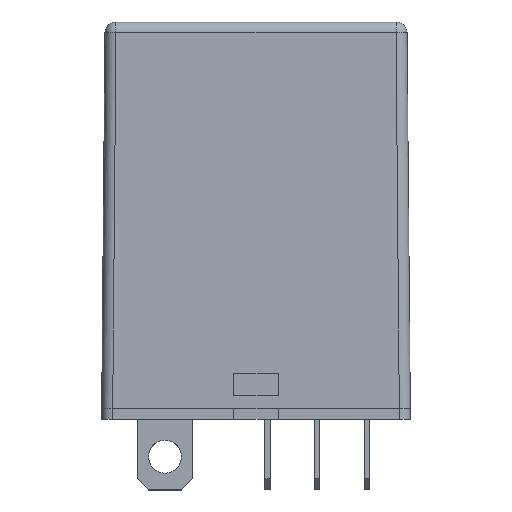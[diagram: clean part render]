
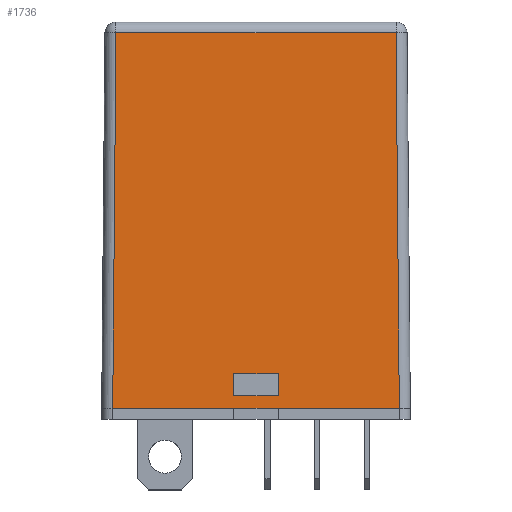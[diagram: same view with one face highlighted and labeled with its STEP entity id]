
A CAD part, top view. The second image highlights one B-rep face of the part: STEP entity #1736.
In plain terms, the highlighted planar face has unit normal (0, 0.009, 1).
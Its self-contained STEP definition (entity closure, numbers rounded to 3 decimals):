
#36 = VERTEX_POINT ( 'NONE', #5980 ) ;
#68 = CARTESIAN_POINT ( 'NONE',  ( -12.991, 1., 10.741 ) ) ;
#137 = DIRECTION ( 'NONE',  ( 1., 0., 0. ) ) ;
#414 = VECTOR ( 'NONE', #6084, 1000. ) ;
#483 = EDGE_LOOP ( 'NONE', ( #4287, #1764, #5661, #3874 ) ) ;
#537 = VERTEX_POINT ( 'NONE', #771 ) ;
#639 = LINE ( 'NONE', #4943, #1909 ) ;
#650 = VERTEX_POINT ( 'NONE', #5968 ) ;
#771 = CARTESIAN_POINT ( 'NONE',  ( 12.991, 1., 10.741 ) ) ;
#788 = ORIENTED_EDGE ( 'NONE', *, *, #1277, .T. ) ;
#840 = CARTESIAN_POINT ( 'NONE',  ( -2., 4.094, 10.714 ) ) ;
#869 = LINE ( 'NONE', #2598, #5739 ) ;
#1017 = LINE ( 'NONE', #4965, #3412 ) ;
#1077 = CARTESIAN_POINT ( 'NONE',  ( -12.695, 35.009, 10.444 ) ) ;
#1183 = LINE ( 'NONE', #1810, #3723 ) ;
#1194 = EDGE_CURVE ( 'NONE', #5350, #650, #5401, .T. ) ;
#1209 = EDGE_CURVE ( 'NONE', #3546, #5350, #1183, .T. ) ;
#1230 = EDGE_CURVE ( 'NONE', #2550, #3546, #4405, .T. ) ;
#1240 = EDGE_CURVE ( 'NONE', #650, #2550, #1689, .T. ) ;
#1254 = LINE ( 'NONE', #3489, #2369 ) ;
#1255 = VERTEX_POINT ( 'NONE', #5802 ) ;
#1264 = CARTESIAN_POINT ( 'NONE',  ( -14., 1., 10.741 ) ) ;
#1268 = EDGE_CURVE ( 'NONE', #36, #1255, #6124, .T. ) ;
#1277 = EDGE_CURVE ( 'NONE', #1255, #537, #1254, .T. ) ;
#1310 = EDGE_CURVE ( 'NONE', #537, #2637, #639, .T. ) ;
#1328 = EDGE_CURVE ( 'NONE', #2637, #4738, #1017, .T. ) ;
#1337 = EDGE_CURVE ( 'NONE', #4738, #3979, #869, .T. ) ;
#1345 = EDGE_CURVE ( 'NONE', #3979, #36, #2364, .T. ) ;
#1402 = CARTESIAN_POINT ( 'NONE',  ( 2., 4.094, 10.714 ) ) ;
#1555 = CARTESIAN_POINT ( 'NONE',  ( -2., 2.094, 10.732 ) ) ;
#1617 = DIRECTION ( 'NONE',  ( -0.009, 1., -0.009 ) ) ;
#1689 = LINE ( 'NONE', #3287, #414 ) ;
#1736 = ADVANCED_FACE ( 'NONE', ( #2630, #4863 ), #3305, .T. ) ;
#1764 = ORIENTED_EDGE ( 'NONE', *, *, #1209, .F. ) ;
#1810 = CARTESIAN_POINT ( 'NONE',  ( 2., 4.094, 10.714 ) ) ;
#1837 = VECTOR ( 'NONE', #4890, 1000. ) ;
#1909 = VECTOR ( 'NONE', #1617, 1000. ) ;
#2254 = ORIENTED_EDGE ( 'NONE', *, *, #1328, .T. ) ;
#2266 = ORIENTED_EDGE ( 'NONE', *, *, #1310, .T. ) ;
#2355 = EDGE_LOOP ( 'NONE', ( #2875, #788, #2266, #2254, #5391, #3161 ) ) ;
#2364 = LINE ( 'NONE', #1264, #4888 ) ;
#2369 = VECTOR ( 'NONE', #137, 1000. ) ;
#2514 = VECTOR ( 'NONE', #2519, 1000. ) ;
#2519 = DIRECTION ( 'NONE',  ( 1., 0., 0. ) ) ;
#2550 = VERTEX_POINT ( 'NONE', #5286 ) ;
#2579 = DIRECTION ( 'NONE',  ( -1., 0., 0. ) ) ;
#2584 = CARTESIAN_POINT ( 'NONE',  ( 12.695, 35.009, 10.444 ) ) ;
#2598 = CARTESIAN_POINT ( 'NONE',  ( -13., -0.009, 10.75 ) ) ;
#2630 = FACE_BOUND ( 'NONE', #483, .T. ) ;
#2637 = VERTEX_POINT ( 'NONE', #2584 ) ;
#2713 = DIRECTION ( 'NONE',  ( -1., 0., 0. ) ) ;
#2836 = DIRECTION ( 'NONE',  ( 0., 0.009, 1. ) ) ;
#2875 = ORIENTED_EDGE ( 'NONE', *, *, #1268, .T. ) ;
#2894 = VECTOR ( 'NONE', #2713, 1000. ) ;
#3016 = CARTESIAN_POINT ( 'NONE',  ( -14., 1., 10.741 ) ) ;
#3161 = ORIENTED_EDGE ( 'NONE', *, *, #1345, .T. ) ;
#3287 = CARTESIAN_POINT ( 'NONE',  ( -2., 4.094, 10.714 ) ) ;
#3305 = PLANE ( 'NONE',  #4382 ) ;
#3412 = VECTOR ( 'NONE', #2579, 1000. ) ;
#3489 = CARTESIAN_POINT ( 'NONE',  ( -14., 1., 10.741 ) ) ;
#3546 = VERTEX_POINT ( 'NONE', #4849 ) ;
#3723 = VECTOR ( 'NONE', #5113, 1000. ) ;
#3874 = ORIENTED_EDGE ( 'NONE', *, *, #1240, .F. ) ;
#3979 = VERTEX_POINT ( 'NONE', #68 ) ;
#4287 = ORIENTED_EDGE ( 'NONE', *, *, #1194, .F. ) ;
#4382 = AXIS2_PLACEMENT_3D ( 'NONE', #5649, #2836, #6125 ) ;
#4405 = LINE ( 'NONE', #1555, #1837 ) ;
#4606 = DIRECTION ( 'NONE',  ( 1., 0., 0. ) ) ;
#4738 = VERTEX_POINT ( 'NONE', #1077 ) ;
#4849 = CARTESIAN_POINT ( 'NONE',  ( 2., 2.094, 10.732 ) ) ;
#4863 = FACE_OUTER_BOUND ( 'NONE', #2355, .T. ) ;
#4888 = VECTOR ( 'NONE', #4606, 1000. ) ;
#4890 = DIRECTION ( 'NONE',  ( 1., 0., 0. ) ) ;
#4943 = CARTESIAN_POINT ( 'NONE',  ( 12.998, 0.236, 10.748 ) ) ;
#4965 = CARTESIAN_POINT ( 'NONE',  ( -13.686, 35.009, 10.444 ) ) ;
#5113 = DIRECTION ( 'NONE',  ( 0., 1., -0.009 ) ) ;
#5286 = CARTESIAN_POINT ( 'NONE',  ( -2., 2.094, 10.732 ) ) ;
#5350 = VERTEX_POINT ( 'NONE', #1402 ) ;
#5391 = ORIENTED_EDGE ( 'NONE', *, *, #1337, .T. ) ;
#5401 = LINE ( 'NONE', #840, #2894 ) ;
#5423 = DIRECTION ( 'NONE',  ( -0.009, -1., 0.009 ) ) ;
#5649 = CARTESIAN_POINT ( 'NONE',  ( -14., 0., 10.75 ) ) ;
#5661 = ORIENTED_EDGE ( 'NONE', *, *, #1230, .F. ) ;
#5739 = VECTOR ( 'NONE', #5423, 1000. ) ;
#5802 = CARTESIAN_POINT ( 'NONE',  ( 2., 1., 10.741 ) ) ;
#5968 = CARTESIAN_POINT ( 'NONE',  ( -2., 4.094, 10.714 ) ) ;
#5980 = CARTESIAN_POINT ( 'NONE',  ( -2., 1., 10.741 ) ) ;
#6084 = DIRECTION ( 'NONE',  ( 0., -1., 0.009 ) ) ;
#6124 = LINE ( 'NONE', #3016, #2514 ) ;
#6125 = DIRECTION ( 'NONE',  ( 0., -1., 0.009 ) ) ;
